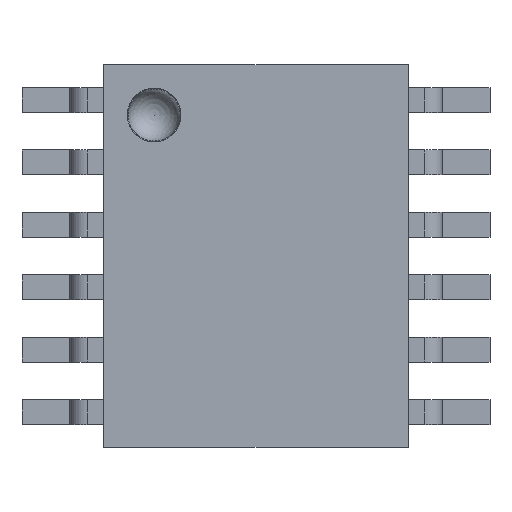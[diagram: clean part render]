
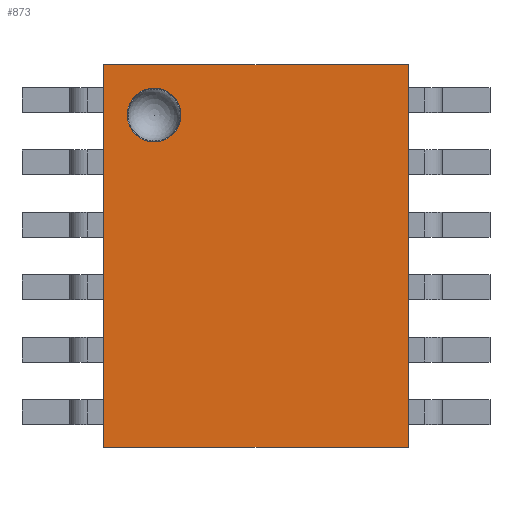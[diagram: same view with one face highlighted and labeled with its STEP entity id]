
A CAD part, top view. The second image highlights one B-rep face of the part: STEP entity #873.
In plain terms, the highlighted planar face has unit normal (0, 0, 1).
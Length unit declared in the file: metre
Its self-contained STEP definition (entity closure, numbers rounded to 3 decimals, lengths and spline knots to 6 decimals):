
#873 = ADVANCED_FACE( '', ( #2154, #2155 ), #2156, .T. );
#2154 = FACE_BOUND( '', #3818, .T. );
#2155 = FACE_OUTER_BOUND( '', #3819, .T. );
#2156 = PLANE( '', #3820 );
#3818 = EDGE_LOOP( '', ( #5802 ) );
#3819 = EDGE_LOOP( '', ( #5803, #5804, #5805, #5806 ) );
#3820 = AXIS2_PLACEMENT_3D( '', #5807, #5808, #5809 );
#5802 = ORIENTED_EDGE( '', *, *, #7167, .T. );
#5803 = ORIENTED_EDGE( '', *, *, #7172, .T. );
#5804 = ORIENTED_EDGE( '', *, *, #7173, .T. );
#5805 = ORIENTED_EDGE( '', *, *, #7174, .T. );
#5806 = ORIENTED_EDGE( '', *, *, #7175, .T. );
#5807 = CARTESIAN_POINT( '', ( -0.00195, -0.00245, 0.001475 ) );
#5808 = DIRECTION( '', ( 0., 0., 1. ) );
#5809 = DIRECTION( '', ( 1., 0., 0. ) );
#7167 = EDGE_CURVE( '', #7338, #7338, #7339, .T. );
#7172 = EDGE_CURVE( '', #7344, #7345, #7346, .T. );
#7173 = EDGE_CURVE( '', #7345, #7347, #7348, .T. );
#7174 = EDGE_CURVE( '', #7347, #7349, #7350, .T. );
#7175 = EDGE_CURVE( '', #7349, #7344, #7351, .T. );
#7338 = VERTEX_POINT( '', #7536 );
#7339 = B_SPLINE_CURVE_WITH_KNOTS( '', 3, ( #7537, #7538, #7539, #7540, #7541, #7542, #7543, #7544, #7545, #7546, #7547, #7548, #7549, #7550, #7551, #7552, #7553, #7554, #7555 ), .UNSPECIFIED., .T., .F., ( 2, 1, 1, 1, 1, 1, 1, 1, 1, 1, 1, 1, 1, 1, 1, 1, 1, 1, 1, 1, 2 ), ( -0.125, -0.0625, 0., 0.0625, 0.125, 0.1875, 0.25, 0.3125, 0.375, 0.4375, 0.5, 0.5625, 0.625, 0.6875, 0.75, 0.8125, 0.875, 0.9375, 1., 1.0625, 1.125 ), .UNSPECIFIED. );
#7344 = VERTEX_POINT( '', #7560 );
#7345 = VERTEX_POINT( '', #7561 );
#7346 = B_SPLINE_CURVE_WITH_KNOTS( '', 1, ( #7562, #7563 ), .UNSPECIFIED., .F., .F., ( 2, 2 ), ( 0., 1. ), .UNSPECIFIED. );
#7347 = VERTEX_POINT( '', #7564 );
#7348 = B_SPLINE_CURVE_WITH_KNOTS( '', 1, ( #7565, #7566 ), .UNSPECIFIED., .F., .F., ( 2, 2 ), ( 0., 1. ), .UNSPECIFIED. );
#7349 = VERTEX_POINT( '', #7567 );
#7350 = B_SPLINE_CURVE_WITH_KNOTS( '', 1, ( #7568, #7569 ), .UNSPECIFIED., .F., .F., ( 2, 2 ), ( 0., 1. ), .UNSPECIFIED. );
#7351 = B_SPLINE_CURVE_WITH_KNOTS( '', 1, ( #7570, #7571 ), .UNSPECIFIED., .F., .F., ( 2, 2 ), ( 0., 1. ), .UNSPECIFIED. );
#7536 = CARTESIAN_POINT( '', ( -0.000963, 0.001806, 0.001475 ) );
#7537 = CARTESIAN_POINT( '', ( -0.00098, 0.001941, 0.001475 ) );
#7538 = CARTESIAN_POINT( '', ( -0.000954, 0.001806, 0.001475 ) );
#7539 = CARTESIAN_POINT( '', ( -0.00098, 0.001671, 0.001475 ) );
#7540 = CARTESIAN_POINT( '', ( -0.001057, 0.001557, 0.001475 ) );
#7541 = CARTESIAN_POINT( '', ( -0.001171, 0.00148, 0.001475 ) );
#7542 = CARTESIAN_POINT( '', ( -0.001306, 0.001454, 0.001475 ) );
#7543 = CARTESIAN_POINT( '', ( -0.001441, 0.00148, 0.001475 ) );
#7544 = CARTESIAN_POINT( '', ( -0.001556, 0.001557, 0.001475 ) );
#7545 = CARTESIAN_POINT( '', ( -0.001632, 0.001671, 0.001475 ) );
#7546 = CARTESIAN_POINT( '', ( -0.001659, 0.001806, 0.001475 ) );
#7547 = CARTESIAN_POINT( '', ( -0.001632, 0.001941, 0.001475 ) );
#7548 = CARTESIAN_POINT( '', ( -0.001556, 0.002056, 0.001475 ) );
#7549 = CARTESIAN_POINT( '', ( -0.001441, 0.002132, 0.001475 ) );
#7550 = CARTESIAN_POINT( '', ( -0.001306, 0.002159, 0.001475 ) );
#7551 = CARTESIAN_POINT( '', ( -0.001171, 0.002132, 0.001475 ) );
#7552 = CARTESIAN_POINT( '', ( -0.001057, 0.002056, 0.001475 ) );
#7553 = CARTESIAN_POINT( '', ( -0.00098, 0.001941, 0.001475 ) );
#7554 = CARTESIAN_POINT( '', ( -0.000954, 0.001806, 0.001475 ) );
#7555 = CARTESIAN_POINT( '', ( -0.00098, 0.001671, 0.001475 ) );
#7560 = CARTESIAN_POINT( '', ( 0.00195, -0.00245, 0.001475 ) );
#7561 = CARTESIAN_POINT( '', ( 0.00195, 0.00245, 0.001475 ) );
#7562 = CARTESIAN_POINT( '', ( 0.00195, -0.00245, 0.001475 ) );
#7563 = CARTESIAN_POINT( '', ( 0.00195, 0.00245, 0.001475 ) );
#7564 = CARTESIAN_POINT( '', ( -0.00195, 0.00245, 0.001475 ) );
#7565 = CARTESIAN_POINT( '', ( 0.00195, 0.00245, 0.001475 ) );
#7566 = CARTESIAN_POINT( '', ( -0.00195, 0.00245, 0.001475 ) );
#7567 = CARTESIAN_POINT( '', ( -0.00195, -0.00245, 0.001475 ) );
#7568 = CARTESIAN_POINT( '', ( -0.00195, 0.00245, 0.001475 ) );
#7569 = CARTESIAN_POINT( '', ( -0.00195, -0.00245, 0.001475 ) );
#7570 = CARTESIAN_POINT( '', ( -0.00195, -0.00245, 0.001475 ) );
#7571 = CARTESIAN_POINT( '', ( 0.00195, -0.00245, 0.001475 ) );
